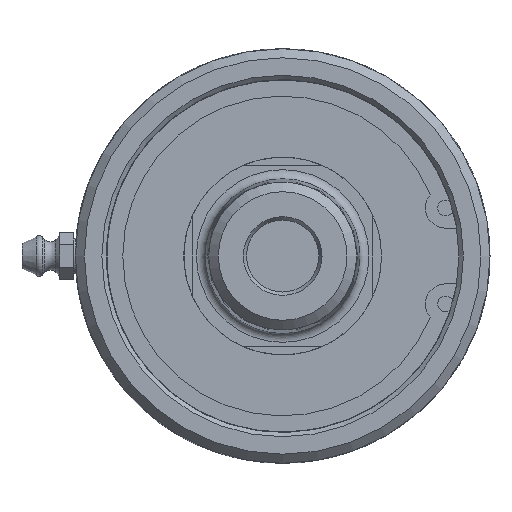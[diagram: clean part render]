
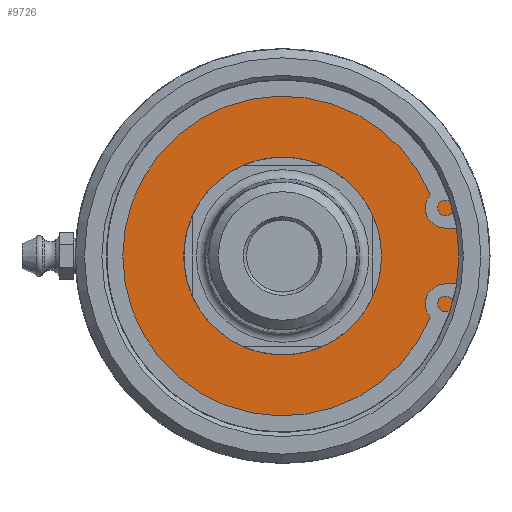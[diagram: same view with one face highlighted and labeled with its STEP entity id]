
A CAD part, left-side view. The second image highlights one B-rep face of the part: STEP entity #9726.
In plain terms, the highlighted planar face has unit normal (-1, 0, 0).
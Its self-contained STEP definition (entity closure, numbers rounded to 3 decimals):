
#431=FACE_BOUND('',#1646,.T.);
#562=PLANE('',#10456);
#1045=FACE_OUTER_BOUND('',#1645,.T.);
#1645=EDGE_LOOP('',(#8555,#8556));
#1646=EDGE_LOOP('',(#8557,#8558));
#2067=CIRCLE('',#10423,15.025);
#2068=CIRCLE('',#10424,15.025);
#2087=CIRCLE('',#10457,33.45);
#2088=CIRCLE('',#10458,33.45);
#4452=VERTEX_POINT('',#68023);
#4453=VERTEX_POINT('',#68025);
#4488=VERTEX_POINT('',#68540);
#4489=VERTEX_POINT('',#68541);
#5819=EDGE_CURVE('',#4452,#4453,#2067,.T.);
#5820=EDGE_CURVE('',#4453,#4452,#2068,.T.);
#5869=EDGE_CURVE('',#4488,#4489,#2087,.T.);
#5870=EDGE_CURVE('',#4489,#4488,#2088,.T.);
#8555=ORIENTED_EDGE('',*,*,#5869,.T.);
#8556=ORIENTED_EDGE('',*,*,#5870,.T.);
#8557=ORIENTED_EDGE('',*,*,#5820,.F.);
#8558=ORIENTED_EDGE('',*,*,#5819,.F.);
#9726=ADVANCED_FACE('',(#1045,#431),#562,.F.);
#10423=AXIS2_PLACEMENT_3D('',#68026,#12242,#12243);
#10424=AXIS2_PLACEMENT_3D('',#68027,#12244,#12245);
#10456=AXIS2_PLACEMENT_3D('',#68539,#12320,#12321);
#10457=AXIS2_PLACEMENT_3D('',#68542,#12322,#12323);
#10458=AXIS2_PLACEMENT_3D('',#68543,#12324,#12325);
#12242=DIRECTION('center_axis',(-1.,0.,0.));
#12243=DIRECTION('ref_axis',(0.,1.,0.));
#12244=DIRECTION('center_axis',(-1.,0.,0.));
#12245=DIRECTION('ref_axis',(0.,1.,0.));
#12320=DIRECTION('center_axis',(1.,0.,0.));
#12321=DIRECTION('ref_axis',(0.,0.,-1.));
#12322=DIRECTION('center_axis',(-1.,0.,0.));
#12323=DIRECTION('ref_axis',(0.,1.,0.));
#12324=DIRECTION('center_axis',(-1.,0.,0.));
#12325=DIRECTION('ref_axis',(0.,1.,0.));
#68023=CARTESIAN_POINT('',(5.98,-15.025,0.));
#68025=CARTESIAN_POINT('',(5.98,15.025,0.));
#68026=CARTESIAN_POINT('Origin',(5.98,0.,0.));
#68027=CARTESIAN_POINT('Origin',(5.98,0.,0.));
#68539=CARTESIAN_POINT('Origin',(5.98,24.238,0.));
#68540=CARTESIAN_POINT('',(5.98,33.45,0.));
#68541=CARTESIAN_POINT('',(5.98,-33.45,0.));
#68542=CARTESIAN_POINT('Origin',(5.98,0.,0.));
#68543=CARTESIAN_POINT('Origin',(5.98,0.,0.));
